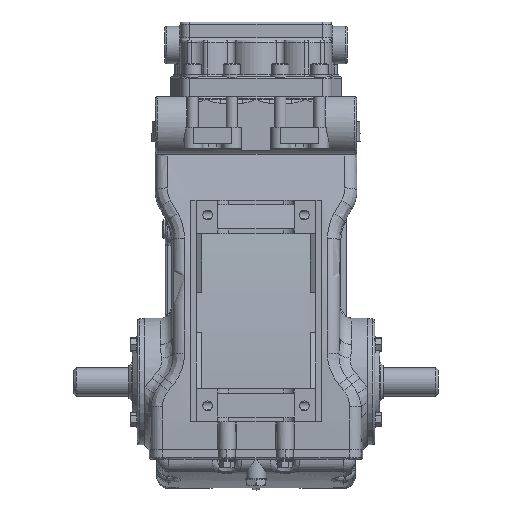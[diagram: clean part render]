
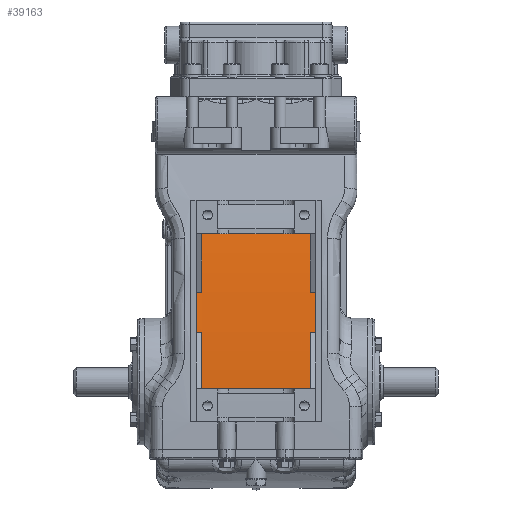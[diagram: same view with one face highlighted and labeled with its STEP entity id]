
A CAD part, front view. The second image highlights one B-rep face of the part: STEP entity #39163.
In plain terms, the highlighted cylindrical face has radius 1143 mm (diameter 2286 mm), a partial arc.
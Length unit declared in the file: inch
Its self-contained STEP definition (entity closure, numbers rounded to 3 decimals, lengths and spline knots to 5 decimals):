
#35592 = EDGE_CURVE ( 'NONE', #35593, #35595, #43804, .T. ) ;
#35593 = VERTEX_POINT ( 'NONE', #43795 ) ;
#35595 = VERTEX_POINT ( 'NONE', #43793 ) ;
#35628 = VERTEX_POINT ( 'NONE', #43849 ) ;
#35632 = VERTEX_POINT ( 'NONE', #43838 ) ;
#35634 = EDGE_CURVE ( 'NONE', #35628, #35632, #43834, .T. ) ;
#35647 = VERTEX_POINT ( 'NONE', #43929 ) ;
#35750 = EDGE_CURVE ( 'NONE', #35790, #35647, #44039, .T. ) ;
#35757 = EDGE_CURVE ( 'NONE', #35760, #35762, #44015, .T. ) ;
#35760 = VERTEX_POINT ( 'NONE', #44006 ) ;
#35762 = VERTEX_POINT ( 'NONE', #44004 ) ;
#35790 = VERTEX_POINT ( 'NONE', #44195 ) ;
#39013 = VERTEX_POINT ( 'NONE', #55361 ) ;
#39015 = VERTEX_POINT ( 'NONE', #55360 ) ;
#39086 = VERTEX_POINT ( 'NONE', #55427 ) ;
#39088 = EDGE_CURVE ( 'NONE', #39086, #39090, #55426, .T. ) ;
#39090 = VERTEX_POINT ( 'NONE', #55421 ) ;
#39107 = EDGE_CURVE ( 'NONE', #35628, #35595, #55471, .T. ) ;
#39157 = EDGE_CURVE ( 'NONE', #39013, #39015, #55487, .T. ) ;
#39163 = ADVANCED_FACE ( 'NONE', ( #55542 ), #55541, .T. ) ;
#39166 = EDGE_LOOP ( 'NONE', ( #39168, #39171, #39173, #39174, #39285, #39289, #39291, #39295, #39296, #39297, #39299, #39301 ) ) ;
#39168 = ORIENTED_EDGE ( 'NONE', *, *, #39170, .T. ) ;
#39170 = EDGE_CURVE ( 'NONE', #39013, #35593, #55536, .T. ) ;
#39171 = ORIENTED_EDGE ( 'NONE', *, *, #35592, .T. ) ;
#39173 = ORIENTED_EDGE ( 'NONE', *, *, #39107, .F. ) ;
#39174 = ORIENTED_EDGE ( 'NONE', *, *, #35634, .T. ) ;
#39181 = EDGE_CURVE ( 'NONE', #35790, #35762, #55528, .T. ) ;
#39285 = ORIENTED_EDGE ( 'NONE', *, *, #39287, .T. ) ;
#39287 = EDGE_CURVE ( 'NONE', #35632, #39090, #55624, .T. ) ;
#39289 = ORIENTED_EDGE ( 'NONE', *, *, #39088, .F. ) ;
#39291 = ORIENTED_EDGE ( 'NONE', *, *, #39293, .T. ) ;
#39293 = EDGE_CURVE ( 'NONE', #39086, #35760, #55620, .T. ) ;
#39295 = ORIENTED_EDGE ( 'NONE', *, *, #35757, .T. ) ;
#39296 = ORIENTED_EDGE ( 'NONE', *, *, #39181, .F. ) ;
#39297 = ORIENTED_EDGE ( 'NONE', *, *, #35750, .T. ) ;
#39299 = ORIENTED_EDGE ( 'NONE', *, *, #39300, .T. ) ;
#39300 = EDGE_CURVE ( 'NONE', #35647, #39015, #55616, .T. ) ;
#39301 = ORIENTED_EDGE ( 'NONE', *, *, #39157, .F. ) ;
#43682 = CARTESIAN_POINT ( 'NONE',  ( -2.24111, 41.83203, -1.66934 ) ) ;
#43793 = CARTESIAN_POINT ( 'NONE',  ( -2.24111, -3.1462, -0.27 ) ) ;
#43795 = CARTESIAN_POINT ( 'NONE',  ( -2.24111, -3.014, 2.05 ) ) ;
#43798 = DIRECTION ( 'NONE',  ( 0., 0., -1. ) ) ;
#43800 = DIRECTION ( 'NONE',  ( 1., 0., 0. ) ) ;
#43802 = AXIS2_PLACEMENT_3D ( 'NONE', #43682, #43800, #43798 ) ;
#43804 = CIRCLE ( 'NONE', #43802, 45. ) ;
#43830 = DIRECTION ( 'NONE',  ( 0., 0., 1. ) ) ;
#43831 = DIRECTION ( 'NONE',  ( -1., 0., 0. ) ) ;
#43832 = CARTESIAN_POINT ( 'NONE',  ( 2.24111, 41.83203, -1.66934 ) ) ;
#43833 = AXIS2_PLACEMENT_3D ( 'NONE', #43832, #43831, #43830 ) ;
#43834 = CIRCLE ( 'NONE', #43833, 45. ) ;
#43838 = CARTESIAN_POINT ( 'NONE',  ( 2.24111, -3.014, 2.05 ) ) ;
#43849 = CARTESIAN_POINT ( 'NONE',  ( 2.24111, -3.1462, -0.27 ) ) ;
#43929 = CARTESIAN_POINT ( 'NONE',  ( -2.24111, -2.84649, 3.7 ) ) ;
#44004 = CARTESIAN_POINT ( 'NONE',  ( 2.24111, -2.48869, 6.12 ) ) ;
#44006 = CARTESIAN_POINT ( 'NONE',  ( 2.24111, -2.84649, 3.7 ) ) ;
#44008 = DIRECTION ( 'NONE',  ( 0., 0., 1. ) ) ;
#44011 = DIRECTION ( 'NONE',  ( -1., 0., 0. ) ) ;
#44013 = CARTESIAN_POINT ( 'NONE',  ( 2.24111, 41.83203, -1.66934 ) ) ;
#44014 = AXIS2_PLACEMENT_3D ( 'NONE', #44013, #44011, #44008 ) ;
#44015 = CIRCLE ( 'NONE', #44014, 45. ) ;
#44032 = DIRECTION ( 'NONE',  ( 0., 0., -1. ) ) ;
#44034 = DIRECTION ( 'NONE',  ( 1., 0., 0. ) ) ;
#44035 = CARTESIAN_POINT ( 'NONE',  ( -2.24111, 41.83203, -1.66934 ) ) ;
#44037 = AXIS2_PLACEMENT_3D ( 'NONE', #44035, #44034, #44032 ) ;
#44039 = CIRCLE ( 'NONE', #44037, 45. ) ;
#44195 = CARTESIAN_POINT ( 'NONE',  ( -2.24111, -2.48869, 6.12 ) ) ;
#55360 = CARTESIAN_POINT ( 'NONE',  ( -2.475, -2.84649, 3.7 ) ) ;
#55361 = CARTESIAN_POINT ( 'NONE',  ( -2.475, -3.014, 2.05 ) ) ;
#55421 = CARTESIAN_POINT ( 'NONE',  ( 2.475, -3.014, 2.05 ) ) ;
#55422 = DIRECTION ( 'NONE',  ( 0., 0., -1. ) ) ;
#55423 = DIRECTION ( 'NONE',  ( 1., 0., 0. ) ) ;
#55424 = CARTESIAN_POINT ( 'NONE',  ( 2.475, 41.83203, -1.66934 ) ) ;
#55425 = AXIS2_PLACEMENT_3D ( 'NONE', #55424, #55423, #55422 ) ;
#55426 = CIRCLE ( 'NONE', #55425, 45. ) ;
#55427 = CARTESIAN_POINT ( 'NONE',  ( 2.475, -2.84649, 3.7 ) ) ;
#55468 = DIRECTION ( 'NONE',  ( -1., 0., 0. ) ) ;
#55469 = VECTOR ( 'NONE', #55468, 39.37008 ) ;
#55470 = CARTESIAN_POINT ( 'NONE',  ( 4.36, -3.1462, -0.27 ) ) ;
#55471 = LINE ( 'NONE', #55470, #55469 ) ;
#55486 = AXIS2_PLACEMENT_3D ( 'NONE', #55545, #55544, #55543 ) ;
#55487 = CIRCLE ( 'NONE', #55486, 45. ) ;
#55525 = DIRECTION ( 'NONE',  ( 1., 0., 0. ) ) ;
#55526 = VECTOR ( 'NONE', #55525, 39.37008 ) ;
#55527 = CARTESIAN_POINT ( 'NONE',  ( 4.36, -2.48869, 6.12 ) ) ;
#55528 = LINE ( 'NONE', #55527, #55526 ) ;
#55533 = DIRECTION ( 'NONE',  ( 1., 0., 0. ) ) ;
#55534 = VECTOR ( 'NONE', #55533, 39.37008 ) ;
#55535 = CARTESIAN_POINT ( 'NONE',  ( 4.36, -3.014, 2.05 ) ) ;
#55536 = LINE ( 'NONE', #55535, #55534 ) ;
#55537 = DIRECTION ( 'NONE',  ( 0., 0., 1. ) ) ;
#55538 = DIRECTION ( 'NONE',  ( -1., 0., 0. ) ) ;
#55539 = CARTESIAN_POINT ( 'NONE',  ( 4.36, 41.83203, -1.66934 ) ) ;
#55540 = AXIS2_PLACEMENT_3D ( 'NONE', #55539, #55538, #55537 ) ;
#55541 = CYLINDRICAL_SURFACE ( 'NONE', #55540, 45. ) ;
#55542 = FACE_OUTER_BOUND ( 'NONE', #39166, .T. ) ;
#55543 = DIRECTION ( 'NONE',  ( 0., 0., 1. ) ) ;
#55544 = DIRECTION ( 'NONE',  ( -1., 0., 0. ) ) ;
#55545 = CARTESIAN_POINT ( 'NONE',  ( -2.475, 41.83203, -1.66934 ) ) ;
#55613 = DIRECTION ( 'NONE',  ( -1., 0., 0. ) ) ;
#55614 = VECTOR ( 'NONE', #55613, 39.37008 ) ;
#55615 = CARTESIAN_POINT ( 'NONE',  ( 4.36, -2.84649, 3.7 ) ) ;
#55616 = LINE ( 'NONE', #55615, #55614 ) ;
#55617 = DIRECTION ( 'NONE',  ( -1., 0., 0. ) ) ;
#55618 = VECTOR ( 'NONE', #55617, 39.37008 ) ;
#55619 = CARTESIAN_POINT ( 'NONE',  ( 4.36, -2.84649, 3.7 ) ) ;
#55620 = LINE ( 'NONE', #55619, #55618 ) ;
#55621 = DIRECTION ( 'NONE',  ( 1., 0., 0. ) ) ;
#55622 = VECTOR ( 'NONE', #55621, 39.37008 ) ;
#55623 = CARTESIAN_POINT ( 'NONE',  ( 4.36, -3.014, 2.05 ) ) ;
#55624 = LINE ( 'NONE', #55623, #55622 ) ;
